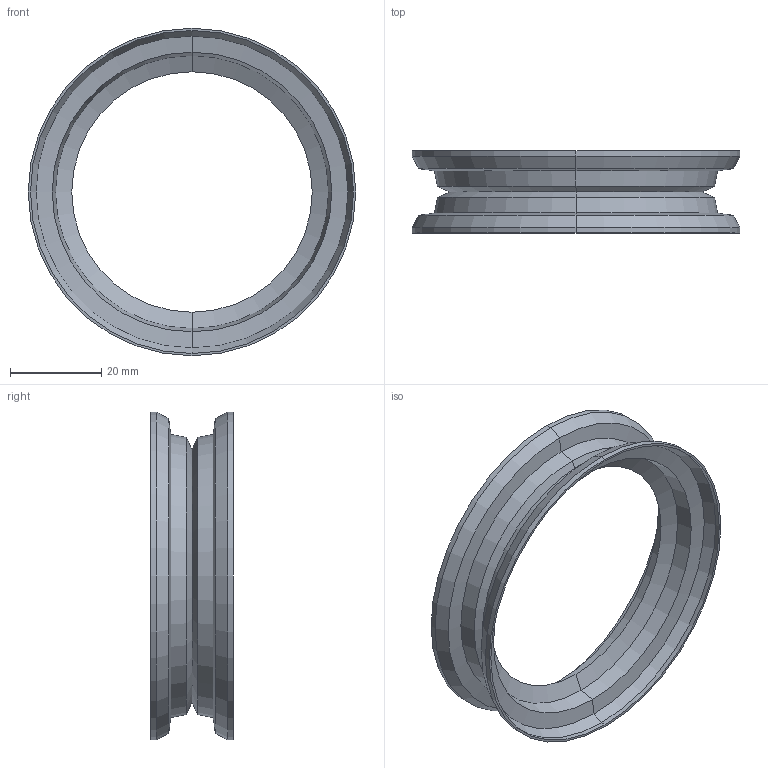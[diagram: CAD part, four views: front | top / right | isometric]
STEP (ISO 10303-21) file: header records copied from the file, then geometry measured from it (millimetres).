
FILE_DESCRIPTION (( 'STEP AP214' ), '1' );
FILE_NAME ('(x1)_POSPA_RecRoundv5.STEP', '2023-12-12T15:53:14', ( '' ), ( '' ), 'SwSTEP 2.0', 'SolidWorks 2022', '' );
FILE_SCHEMA (( 'AUTOMOTIVE_DESIGN' ));
Length unit declared in the file: millimetre
Products named in the file (1): (x1)_POSPA_RecRoundv5
Bounding box: 71.79 x 18 x 71.79 mm (x, y, z)
Volume: 2894.8 mm3; surface area: 11800.8 mm2
Topology: 1 solids, 1 shells, 42 faces, 84 edges, 44 vertices
Faces by surface type: cone 32, cylinder 8, plane 2
Entity records: 1102 total; most frequent: DIRECTION 214, CARTESIAN_POINT 171, ORIENTED_EDGE 168, AXIS2_PLACEMENT_3D 87, EDGE_CURVE 84, CIRCLE 44, VERTEX_POINT 44, EDGE_LOOP 44
